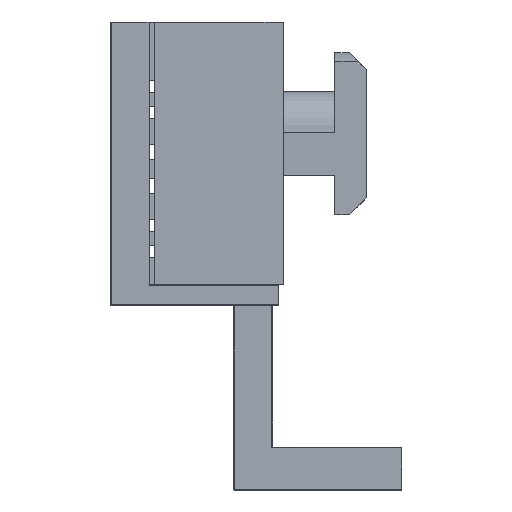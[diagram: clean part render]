
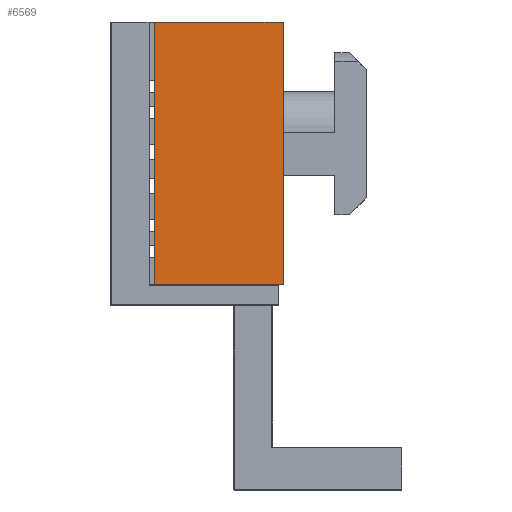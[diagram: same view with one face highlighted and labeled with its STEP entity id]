
A CAD part, left-side view. The second image highlights one B-rep face of the part: STEP entity #6569.
In plain terms, the highlighted planar face has unit normal (-1, 0, 0).
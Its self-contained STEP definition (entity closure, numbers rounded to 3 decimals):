
#7 = EDGE_CURVE ( 'NONE', #5313, #1805, #70, .T. ) ;
#70 = LINE ( 'NONE', #6555, #10614 ) ;
#212 = FACE_OUTER_BOUND ( 'NONE', #1784, .T. ) ;
#218 = DIRECTION ( 'NONE',  ( 0., 0., 1. ) ) ;
#423 = CARTESIAN_POINT ( 'NONE',  ( -10., 18.2, 15.25 ) ) ;
#1217 = VERTEX_POINT ( 'NONE', #7587 ) ;
#1281 = DIRECTION ( 'NONE',  ( 0., -1., 0. ) ) ;
#1391 = AXIS2_PLACEMENT_3D ( 'NONE', #7196, #10514, #3069 ) ;
#1550 = DIRECTION ( 'NONE',  ( 0., -1., 0. ) ) ;
#1784 = EDGE_LOOP ( 'NONE', ( #5568, #4682, #3021, #7416 ) ) ;
#1805 = VERTEX_POINT ( 'NONE', #5246 ) ;
#1849 = CARTESIAN_POINT ( 'NONE',  ( -10., 15., -15.25 ) ) ;
#2022 = VERTEX_POINT ( 'NONE', #4144 ) ;
#2448 = LINE ( 'NONE', #1849, #4677 ) ;
#2701 = CARTESIAN_POINT ( 'NONE',  ( -10., 0., 15.25 ) ) ;
#3021 = ORIENTED_EDGE ( 'NONE', *, *, #10715, .T. ) ;
#3069 = DIRECTION ( 'NONE',  ( 0., 0., -1. ) ) ;
#3080 = CARTESIAN_POINT ( 'NONE',  ( -10., 15., -15.25 ) ) ;
#3200 = EDGE_CURVE ( 'NONE', #2022, #1217, #10279, .T. ) ;
#3638 = VECTOR ( 'NONE', #1281, 1000. ) ;
#4144 = CARTESIAN_POINT ( 'NONE',  ( -10., 15., 15.25 ) ) ;
#4677 = VECTOR ( 'NONE', #6016, 1000. ) ;
#4682 = ORIENTED_EDGE ( 'NONE', *, *, #7, .T. ) ;
#4737 = EDGE_CURVE ( 'NONE', #5313, #2022, #2448, .T. ) ;
#5246 = CARTESIAN_POINT ( 'NONE',  ( -10., 0., -15.25 ) ) ;
#5313 = VERTEX_POINT ( 'NONE', #3080 ) ;
#5568 = ORIENTED_EDGE ( 'NONE', *, *, #4737, .F. ) ;
#6016 = DIRECTION ( 'NONE',  ( 0., 0., 1. ) ) ;
#6411 = VECTOR ( 'NONE', #218, 1000. ) ;
#6555 = CARTESIAN_POINT ( 'NONE',  ( -10., 18.2, -15.25 ) ) ;
#6569 = ADVANCED_FACE ( 'NONE', ( #212 ), #8036, .F. ) ;
#7196 = CARTESIAN_POINT ( 'NONE',  ( -10., 18.2, 15.25 ) ) ;
#7416 = ORIENTED_EDGE ( 'NONE', *, *, #3200, .F. ) ;
#7587 = CARTESIAN_POINT ( 'NONE',  ( -10., 0., 15.25 ) ) ;
#8036 = PLANE ( 'NONE',  #1391 ) ;
#8643 = LINE ( 'NONE', #2701, #6411 ) ;
#10279 = LINE ( 'NONE', #423, #3638 ) ;
#10514 = DIRECTION ( 'NONE',  ( 1., 0., 0. ) ) ;
#10614 = VECTOR ( 'NONE', #1550, 1000. ) ;
#10715 = EDGE_CURVE ( 'NONE', #1805, #1217, #8643, .T. ) ;
